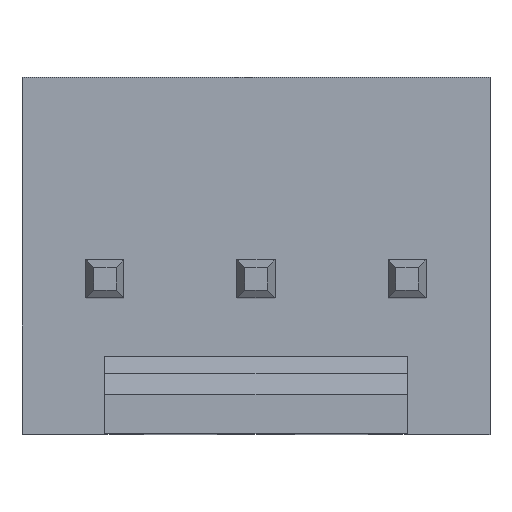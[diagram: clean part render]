
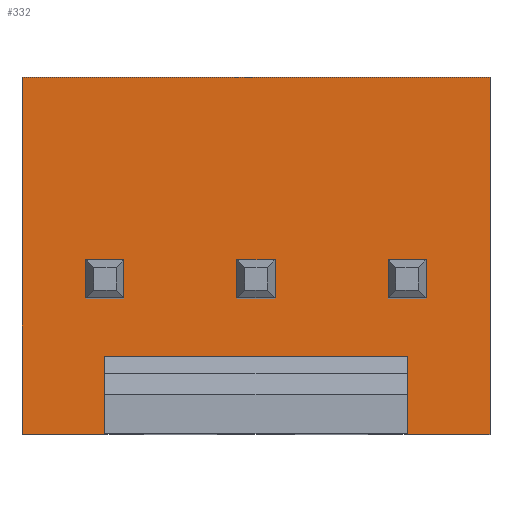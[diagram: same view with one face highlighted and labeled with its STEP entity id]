
A CAD part, top view. The second image highlights one B-rep face of the part: STEP entity #332.
In plain terms, the highlighted planar face has unit normal (0, 0, 1).
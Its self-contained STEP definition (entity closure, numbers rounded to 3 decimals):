
#332=ADVANCED_FACE('',(#677),#679,.T.);
#677=FACE_BOUND('',#678,.T.);
#678=EDGE_LOOP('',(#956,#957,#958,#959,#960,#961,#962,#963));
#679=PLANE('',#680);
#680=AXIS2_PLACEMENT_3D('',#681,#682,#683);
#681=CARTESIAN_POINT('',(6.475,-1.6,3.));
#682=DIRECTION('',(0.,-0.,1.));
#683=DIRECTION('',(0.,1.,0.));
#956=ORIENTED_EDGE('',*,*,#1132,.T.);
#957=ORIENTED_EDGE('',*,*,#1113,.T.);
#958=ORIENTED_EDGE('',*,*,#1133,.F.);
#959=ORIENTED_EDGE('',*,*,#1099,.F.);
#960=ORIENTED_EDGE('',*,*,#1134,.F.);
#961=ORIENTED_EDGE('',*,*,#1135,.F.);
#962=ORIENTED_EDGE('',*,*,#1136,.T.);
#963=ORIENTED_EDGE('',*,*,#1095,.F.);
#1095=EDGE_CURVE('',#1206,#1208,#1209,.F.);
#1099=EDGE_CURVE('',#1214,#1216,#1217,.F.);
#1113=EDGE_CURVE('',#1244,#1242,#1245,.T.);
#1132=EDGE_CURVE('',#1206,#1244,#1271,.T.);
#1133=EDGE_CURVE('',#1216,#1242,#1272,.T.);
#1134=EDGE_CURVE('',#1273,#1214,#1274,.T.);
#1135=EDGE_CURVE('',#1275,#1273,#1276,.T.);
#1136=EDGE_CURVE('',#1275,#1208,#1277,.T.);
#1206=VERTEX_POINT('',#1391);
#1208=VERTEX_POINT('',#1395);
#1209=LINE('',#1396,#1397);
#1214=VERTEX_POINT('',#1407);
#1216=VERTEX_POINT('',#1411);
#1217=LINE('',#1412,#1413);
#1242=VERTEX_POINT('',#1463);
#1244=VERTEX_POINT('',#1467);
#1245=LINE('',#1468,#1469);
#1271=LINE('',#1532,#1533);
#1272=LINE('',#1535,#1536);
#1273=VERTEX_POINT('',#1538);
#1274=LINE('',#1539,#1540);
#1275=VERTEX_POINT('',#1542);
#1276=LINE('',#1543,#1544);
#1277=LINE('',#1546,#1547);
#1391=CARTESIAN_POINT('',(6.475,-2.6,3.));
#1395=CARTESIAN_POINT('',(5.08,-2.6,3.));
#1396=CARTESIAN_POINT('',(5.08,-2.6,3.));
#1397=VECTOR('',#1398,1.);
#1398=DIRECTION('',(1.,0.,0.));
#1407=CARTESIAN_POINT('',(0.,-2.6,3.));
#1411=CARTESIAN_POINT('',(-1.395,-2.6,3.));
#1412=CARTESIAN_POINT('',(-1.395,-2.6,3.));
#1413=VECTOR('',#1414,1.);
#1414=DIRECTION('',(1.,0.,0.));
#1463=CARTESIAN_POINT('',(-1.395,3.4,3.));
#1467=CARTESIAN_POINT('',(6.475,3.4,3.));
#1468=CARTESIAN_POINT('',(6.475,3.4,3.));
#1469=VECTOR('',#1470,1.);
#1470=DIRECTION('',(-1.,0.,0.));
#1532=CARTESIAN_POINT('',(6.475,-2.6,3.));
#1533=VECTOR('',#1534,1.);
#1534=DIRECTION('',(0.,1.,0.));
#1535=CARTESIAN_POINT('',(-1.395,-2.6,3.));
#1536=VECTOR('',#1537,1.);
#1537=DIRECTION('',(0.,1.,0.));
#1538=CARTESIAN_POINT('',(0.,-1.6,3.));
#1539=CARTESIAN_POINT('',(0.,-1.6,3.));
#1540=VECTOR('',#1541,1.);
#1541=DIRECTION('',(0.,-1.,0.));
#1542=CARTESIAN_POINT('',(5.08,-1.6,3.));
#1543=CARTESIAN_POINT('',(5.08,-1.6,3.));
#1544=VECTOR('',#1545,1.);
#1545=DIRECTION('',(-1.,0.,0.));
#1546=CARTESIAN_POINT('',(5.08,-1.6,3.));
#1547=VECTOR('',#1548,1.);
#1548=DIRECTION('',(0.,-1.,0.));
